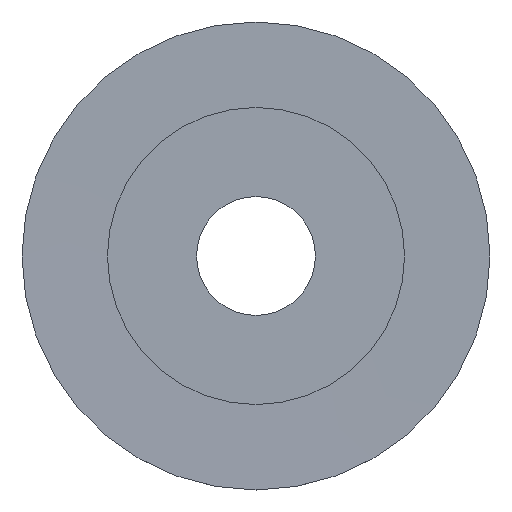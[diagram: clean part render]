
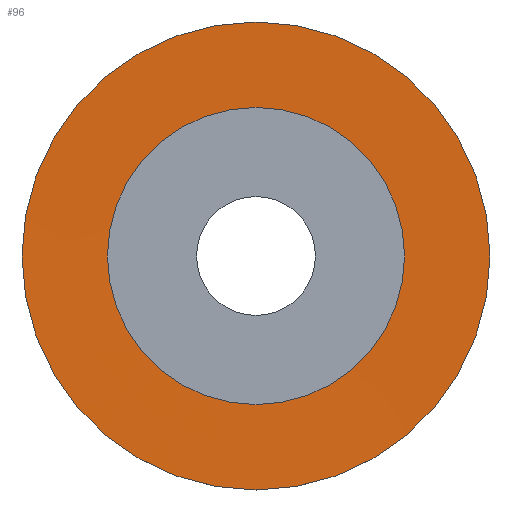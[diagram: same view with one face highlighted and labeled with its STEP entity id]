
A CAD part, top view. The second image highlights one B-rep face of the part: STEP entity #96.
In plain terms, the highlighted conical face has half-angle 89.851 degrees and reference radius 31.5 mm.
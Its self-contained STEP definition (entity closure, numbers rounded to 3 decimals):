
#7 = CARTESIAN_POINT ( 'NONE',  ( 0., 20., 0.97 ) ) ;
#9 = EDGE_CURVE ( 'NONE', #178, #178, #215, .T. ) ;
#11 = DIRECTION ( 'NONE',  ( 0., 0., 1. ) ) ;
#12 = CARTESIAN_POINT ( 'NONE',  ( 0., 0., 0.97 ) ) ;
#31 = CONICAL_SURFACE ( 'NONE', #69, 31.5, 1.568 ) ;
#32 = DIRECTION ( 'NONE',  ( 0., 0., -1. ) ) ;
#33 = CIRCLE ( 'NONE', #175, 31.5 ) ;
#37 = AXIS2_PLACEMENT_3D ( 'NONE', #12, #163, #236 ) ;
#47 = VERTEX_POINT ( 'NONE', #203 ) ;
#53 = ORIENTED_EDGE ( 'NONE', *, *, #9, .T. ) ;
#63 = DIRECTION ( 'NONE',  ( 0., -1., 0. ) ) ;
#69 = AXIS2_PLACEMENT_3D ( 'NONE', #186, #11, #63 ) ;
#81 = EDGE_CURVE ( 'NONE', #47, #47, #33, .T. ) ;
#83 = ORIENTED_EDGE ( 'NONE', *, *, #81, .F. ) ;
#96 = ADVANCED_FACE ( 'NONE', ( #225, #237 ), #31, .F. ) ;
#133 = CARTESIAN_POINT ( 'NONE',  ( 0., 0., 1. ) ) ;
#163 = DIRECTION ( 'NONE',  ( 0., 0., -1. ) ) ;
#175 = AXIS2_PLACEMENT_3D ( 'NONE', #133, #32, #189 ) ;
#178 = VERTEX_POINT ( 'NONE', #7 ) ;
#186 = CARTESIAN_POINT ( 'NONE',  ( 0., 0., 1. ) ) ;
#189 = DIRECTION ( 'NONE',  ( 0., 1., 0. ) ) ;
#203 = CARTESIAN_POINT ( 'NONE',  ( 0., 31.5, 1. ) ) ;
#204 = EDGE_LOOP ( 'NONE', ( #53 ) ) ;
#215 = CIRCLE ( 'NONE', #37, 20. ) ;
#223 = EDGE_LOOP ( 'NONE', ( #83 ) ) ;
#225 = FACE_BOUND ( 'NONE', #204, .T. ) ;
#236 = DIRECTION ( 'NONE',  ( 0., 1., 0. ) ) ;
#237 = FACE_OUTER_BOUND ( 'NONE', #223, .T. ) ;
